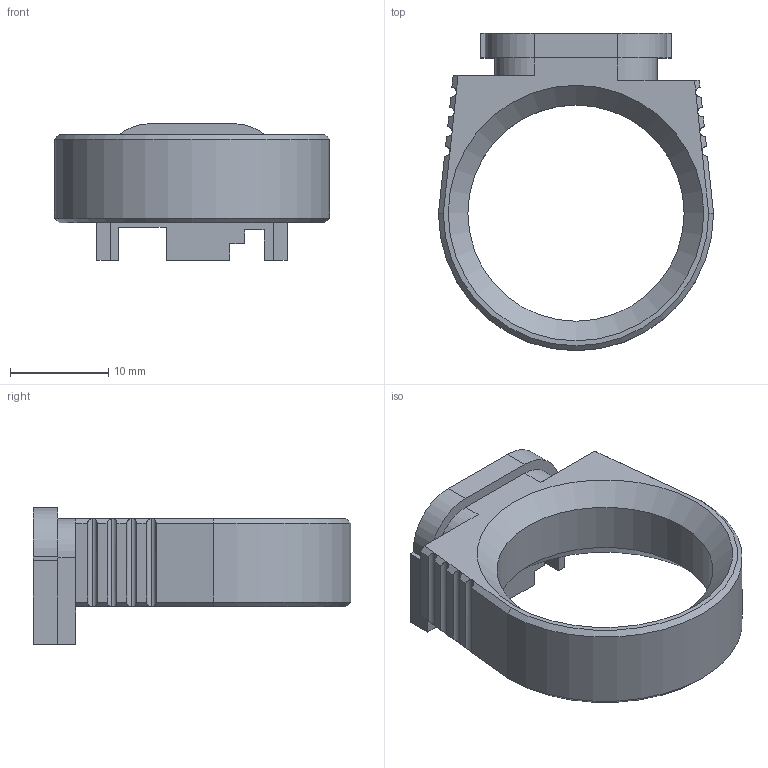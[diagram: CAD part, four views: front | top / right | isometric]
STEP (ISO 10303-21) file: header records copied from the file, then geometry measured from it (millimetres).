
FILE_DESCRIPTION(('HOOPS Exchange Step'),'2;1');
FILE_NAME('temp_export','2023-01-09T11:41:30+09:00',('mobile'),('Shapr3D Limited'),'HOOPS Exchange 2022.1','Shapr3D','Authorized');
FILE_SCHEMA( ('AUTOMOTIVE_DESIGN { 1 0 10303 214 1 1 1 1 }') );
Length unit declared in the file: millimetre
Products named in the file (1): root
Bounding box: 28 x 32.3 x 13.9 mm (x, y, z)
Volume: 3211.6 mm3; surface area: 2434.7 mm2
Topology: 1 solids, 1 shells, 81 faces, 231 edges, 153 vertices
Faces by surface type: plane 58, cylinder 19, cone 4
Full cylindrical faces by diameter (mm): 4.2 x1, 22 x1
Entity records: 2683 total; most frequent: CARTESIAN_POINT 484, ORIENTED_EDGE 462, DIRECTION 457, EDGE_CURVE 231, VECTOR 157, LINE 157, VERTEX_POINT 153, AXIS2_PLACEMENT_3D 150
